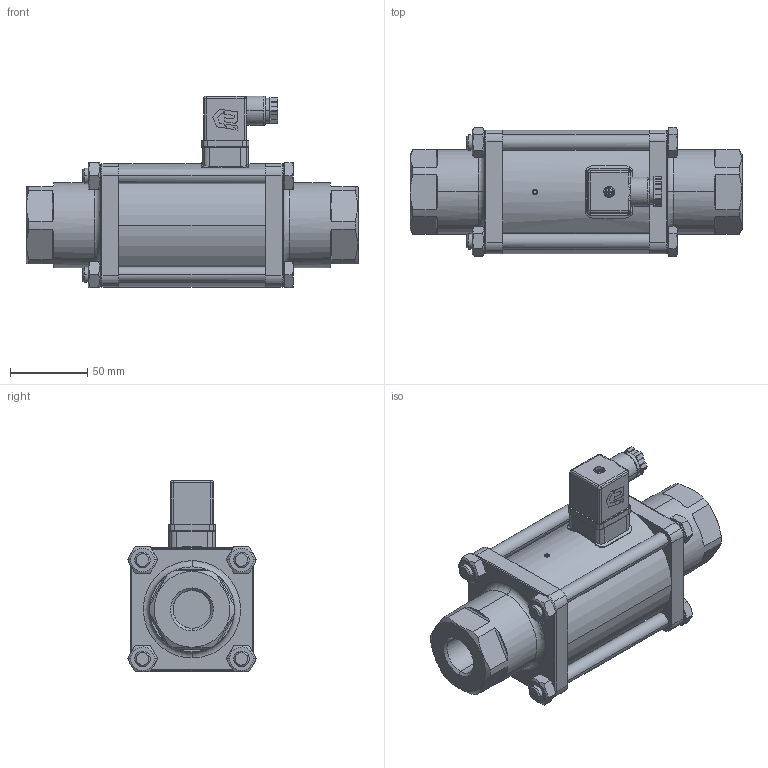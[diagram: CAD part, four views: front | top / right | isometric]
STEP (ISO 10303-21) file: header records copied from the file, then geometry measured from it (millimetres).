
FILE_DESCRIPTION(('HOOPS Exchange Step'),'2;1');
FILE_NAME('CV01-DN20-G34-NC.stp','2026-03-11T15:59:00+01:00',('nieru'),('Unknown organisation'),'HOOPS Exchange 2024.2','HOOPS Exchange','Unknown authorisation');
FILE_SCHEMA( ('AP203_CONFIGURATION_CONTROLLED_3D_DESIGN_OF_MECHANICAL_PARTS_AND_ASSEMBLIES_MIM_LF') );
Length unit declared in the file: millimetre
Products named in the file (2): 0; root
Assembly tree (1 placements, depth 2):
  root
    0
Bounding box: 215 x 83.63 x 124.2 mm (x, y, z)
Volume: 912011.6 mm3; surface area: 88106.2 mm2
Topology: 1 solids, 1 shells, 601 faces, 1561 edges, 980 vertices
Faces by surface type: plane 310, cylinder 152, cone 86, torus 32, bspline 13, sphere 8
Entity records: 45668 total; most frequent: CARTESIAN_POINT 31940, ORIENTED_EDGE 3102, DIRECTION 2281, EDGE_CURVE 1551, VERTEX_POINT 980, VECTOR 827, LINE 827, AXIS2_PLACEMENT_3D 727
